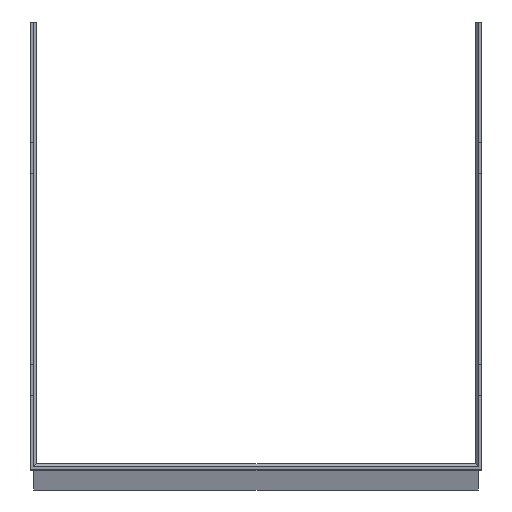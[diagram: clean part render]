
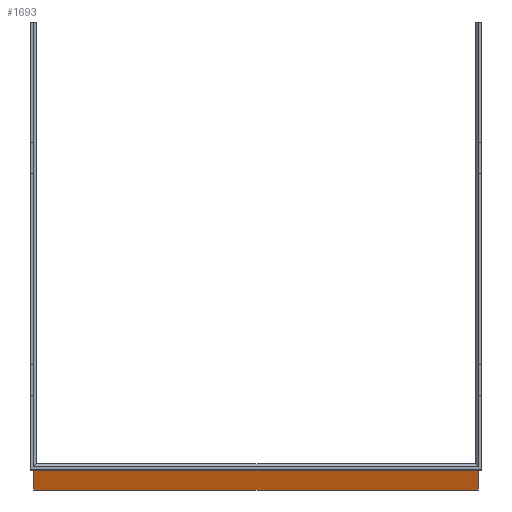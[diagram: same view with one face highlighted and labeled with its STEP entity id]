
A CAD part, top view. The second image highlights one B-rep face of the part: STEP entity #1693.
In plain terms, the highlighted planar face has unit normal (0, -1, 0).
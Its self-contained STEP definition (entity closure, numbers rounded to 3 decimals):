
#75 = LINE ( 'NONE', #1229, #78 ) ;
#78 = VECTOR ( 'NONE', #1205, 1000. ) ;
#121 = LINE ( 'NONE', #1162, #125 ) ;
#125 = VECTOR ( 'NONE', #1167, 1000. ) ;
#126 = LINE ( 'NONE', #1147, #132 ) ;
#128 = CIRCLE ( 'NONE', #706, 3.5 ) ;
#131 = LINE ( 'NONE', #1158, #133 ) ;
#132 = VECTOR ( 'NONE', #1156, 1000. ) ;
#133 = VECTOR ( 'NONE', #1148, 1000. ) ;
#282 = FACE_BOUND ( 'NONE', #1045, .T. ) ;
#287 = FACE_OUTER_BOUND ( 'NONE', #1044, .T. ) ;
#369 = VERTEX_POINT ( 'NONE', #1654 ) ;
#481 = ORIENTED_EDGE ( 'NONE', *, *, #745, .T. ) ;
#482 = ORIENTED_EDGE ( 'NONE', *, *, #740, .T. ) ;
#483 = ORIENTED_EDGE ( 'NONE', *, *, #744, .F. ) ;
#484 = ORIENTED_EDGE ( 'NONE', *, *, #605, .F. ) ;
#485 = ORIENTED_EDGE ( 'NONE', *, *, #743, .F. ) ;
#508 = VERTEX_POINT ( 'NONE', #1877 ) ;
#514 = VERTEX_POINT ( 'NONE', #1785 ) ;
#551 = VERTEX_POINT ( 'NONE', #1851 ) ;
#605 = EDGE_CURVE ( 'NONE', #1131, #551, #75, .T. ) ;
#680 = AXIS2_PLACEMENT_3D ( 'NONE', #1465, #1469, #1470 ) ;
#706 = AXIS2_PLACEMENT_3D ( 'NONE', #1153, #1151, #1150 ) ;
#740 = EDGE_CURVE ( 'NONE', #514, #508, #121, .T. ) ;
#743 = EDGE_CURVE ( 'NONE', #369, #369, #128, .T. ) ;
#744 = EDGE_CURVE ( 'NONE', #514, #1131, #131, .T. ) ;
#745 = EDGE_CURVE ( 'NONE', #508, #551, #126, .T. ) ;
#1044 = EDGE_LOOP ( 'NONE', ( #484, #483, #482, #481 ) ) ;
#1045 = EDGE_LOOP ( 'NONE', ( #485 ) ) ;
#1131 = VERTEX_POINT ( 'NONE', #1444 ) ;
#1147 = CARTESIAN_POINT ( 'NONE',  ( -50., 0., 0. ) ) ;
#1148 = DIRECTION ( 'NONE',  ( 1., 0., 0. ) ) ;
#1150 = DIRECTION ( 'NONE',  ( 0., 0., 1. ) ) ;
#1151 = DIRECTION ( 'NONE',  ( 0., -1., 0. ) ) ;
#1153 = CARTESIAN_POINT ( 'NONE',  ( 0., 0., 15. ) ) ;
#1156 = DIRECTION ( 'NONE',  ( 1., 0., 0. ) ) ;
#1158 = CARTESIAN_POINT ( 'NONE',  ( -50., 0., 2968. ) ) ;
#1162 = CARTESIAN_POINT ( 'NONE',  ( -50., 0., 2969. ) ) ;
#1167 = DIRECTION ( 'NONE',  ( 0., 0., -1. ) ) ;
#1205 = DIRECTION ( 'NONE',  ( 0., 0., -1. ) ) ;
#1229 = CARTESIAN_POINT ( 'NONE',  ( 50., 0., 2969. ) ) ;
#1444 = CARTESIAN_POINT ( 'NONE',  ( 50., 0., 2968. ) ) ;
#1465 = CARTESIAN_POINT ( 'NONE',  ( -50., 0., 2969. ) ) ;
#1467 = PLANE ( 'NONE',  #680 ) ;
#1469 = DIRECTION ( 'NONE',  ( 0., 1., 0. ) ) ;
#1470 = DIRECTION ( 'NONE',  ( 0., 0., 1. ) ) ;
#1654 = CARTESIAN_POINT ( 'NONE',  ( 0., 0., 18.5 ) ) ;
#1693 = ADVANCED_FACE ( 'NONE', ( #282, #287 ), #1467, .F. ) ;
#1785 = CARTESIAN_POINT ( 'NONE',  ( -50., 0., 2968. ) ) ;
#1851 = CARTESIAN_POINT ( 'NONE',  ( 50., 0., 0. ) ) ;
#1877 = CARTESIAN_POINT ( 'NONE',  ( -50., 0., 0. ) ) ;
